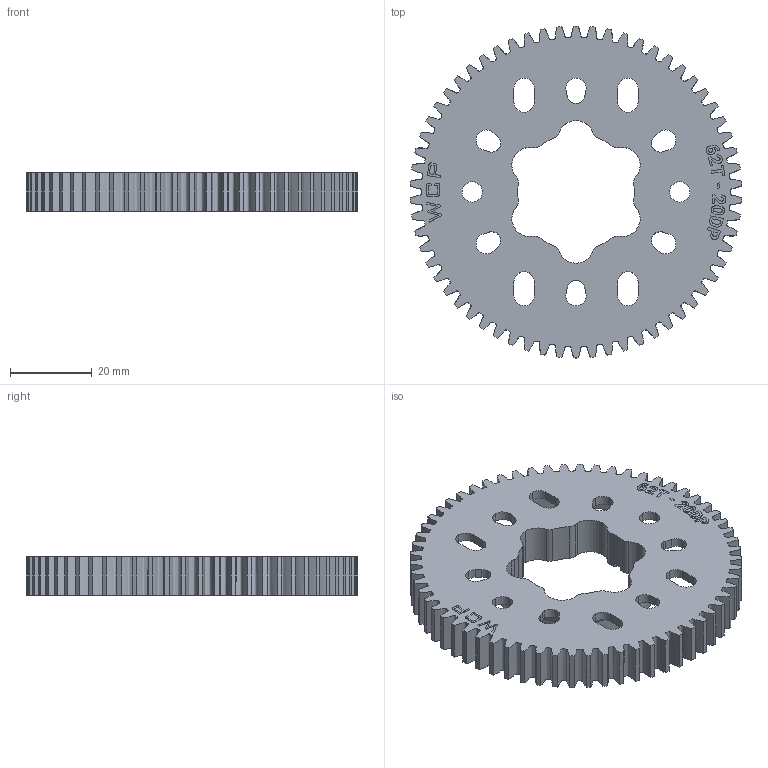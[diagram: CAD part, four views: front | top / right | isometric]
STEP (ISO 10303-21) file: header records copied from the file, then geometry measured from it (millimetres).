
FILE_DESCRIPTION (( 'STEP AP214' ), '1' );
FILE_NAME ('WCP-1096 Rev1.step', '2024-01-18T01:27:18', ( '' ), ( '' ), 'SwSTEP 2.0', 'SolidWorks 2022', '' );
FILE_SCHEMA (( 'AUTOMOTIVE_DESIGN' ));
Length unit declared in the file: inch
Products named in the file (1): WCP-1096 Rev1
Bounding box: 81.23 x 81.28 x 9.53 mm (x, y, z)
Volume: 19257.5 mm3; surface area: 15885.3 mm2
Topology: 1 solids, 1 shells, 373 faces, 1076 edges, 716 vertices
Faces by surface type: cylinder 133, plane 128, bspline 108, torus 4
Entity records: 33312 total; most frequent: CARTESIAN_POINT 23889, ORIENTED_EDGE 2152, DIRECTION 1674, EDGE_CURVE 1076, VERTEX_POINT 716, LINE 564, VECTOR 564, AXIS2_PLACEMENT_3D 555
